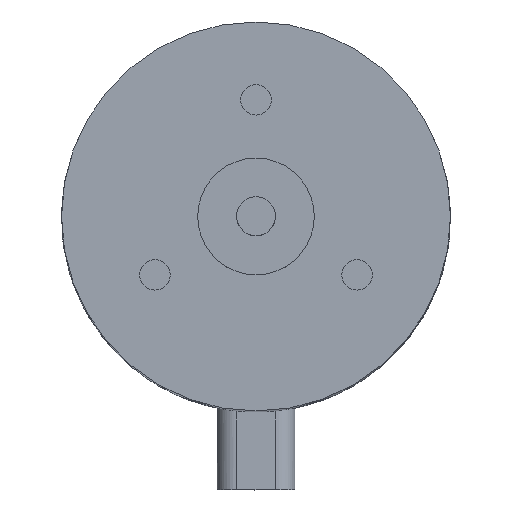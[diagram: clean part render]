
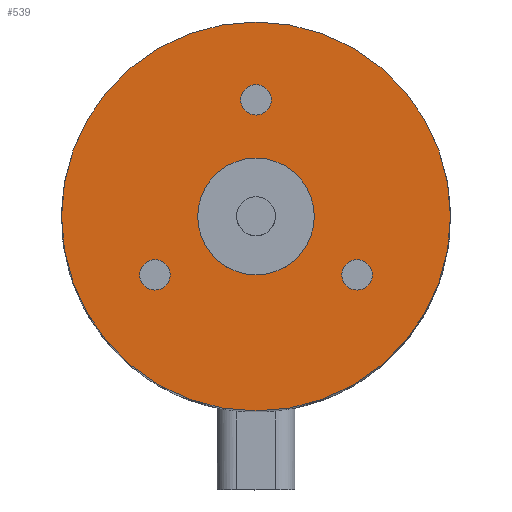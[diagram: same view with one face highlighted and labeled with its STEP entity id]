
A CAD part, top view. The second image highlights one B-rep face of the part: STEP entity #539.
In plain terms, the highlighted planar face has unit normal (0, 0, 1).
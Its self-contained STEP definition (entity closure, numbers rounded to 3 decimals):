
#388=CARTESIAN_POINT('',(0.0,10.,0.0));
#389=VERTEX_POINT('',#388);
#390=CARTESIAN_POINT('',(0.0,0.,0.));
#391=DIRECTION('',(0.0,0.0,-1.0));
#392=DIRECTION('',(0.0,1.0,0.0));
#393=AXIS2_PLACEMENT_3D('',#390,#391,#392);
#394=CIRCLE('',#393,10.);
#395=EDGE_CURVE('',#389,#389,#394,.T.);
#405=CARTESIAN_POINT('',(5.98,-3.,0.));
#406=VERTEX_POINT('',#405);
#407=CARTESIAN_POINT('',(5.196,-3.,0.));
#408=DIRECTION('',(0.0,0.0,-1.0));
#409=DIRECTION('',(1.0,0.0,0.0));
#410=AXIS2_PLACEMENT_3D('',#407,#408,#409);
#411=CIRCLE('',#410,0.784);
#412=EDGE_CURVE('',#406,#406,#411,.T.);
#442=CARTESIAN_POINT('',(0.784,6.,0.));
#443=VERTEX_POINT('',#442);
#444=CARTESIAN_POINT('',(0.,6.,0.));
#445=DIRECTION('',(0.0,0.0,-1.0));
#446=DIRECTION('',(1.0,0.0,0.0));
#447=AXIS2_PLACEMENT_3D('',#444,#445,#446);
#448=CIRCLE('',#447,0.784);
#449=EDGE_CURVE('',#443,#443,#448,.T.);
#479=CARTESIAN_POINT('',(-4.413,-3.,0.));
#480=VERTEX_POINT('',#479);
#481=CARTESIAN_POINT('',(-5.196,-3.,0.));
#482=DIRECTION('',(0.0,0.0,-1.0));
#483=DIRECTION('',(1.0,0.0,0.0));
#484=AXIS2_PLACEMENT_3D('',#481,#482,#483);
#485=CIRCLE('',#484,0.784);
#486=EDGE_CURVE('',#480,#480,#485,.T.);
#511=CARTESIAN_POINT('',(0.0,6.5,0.));
#512=DIRECTION('',(0.0,0.0,1.0));
#513=DIRECTION('',(1.0,0.0,0.0));
#514=AXIS2_PLACEMENT_3D('',#511,#512,#513);
#515=PLANE('',#514);
#516=ORIENTED_EDGE('',*,*,#395,.F.);
#517=EDGE_LOOP('',(#516));
#518=FACE_OUTER_BOUND('',#517,.T.);
#519=ORIENTED_EDGE('',*,*,#412,.T.);
#520=EDGE_LOOP('',(#519));
#521=FACE_BOUND('',#520,.T.);
#522=ORIENTED_EDGE('',*,*,#449,.T.);
#523=EDGE_LOOP('',(#522));
#524=FACE_BOUND('',#523,.T.);
#525=ORIENTED_EDGE('',*,*,#486,.T.);
#526=EDGE_LOOP('',(#525));
#527=FACE_BOUND('',#526,.T.);
#528=CARTESIAN_POINT('',(0.0,3.,0.));
#529=VERTEX_POINT('',#528);
#530=CARTESIAN_POINT('',(0.0,0.,0.));
#531=DIRECTION('',(0.0,0.0,-1.0));
#532=DIRECTION('',(0.0,1.0,0.0));
#533=AXIS2_PLACEMENT_3D('',#530,#531,#532);
#534=CIRCLE('',#533,3.);
#535=EDGE_CURVE('',#529,#529,#534,.T.);
#536=ORIENTED_EDGE('',*,*,#535,.T.);
#537=EDGE_LOOP('',(#536));
#538=FACE_BOUND('',#537,.T.);
#539=ADVANCED_FACE('',(#518,#521,#524,#527,#538),#515,.T.);
